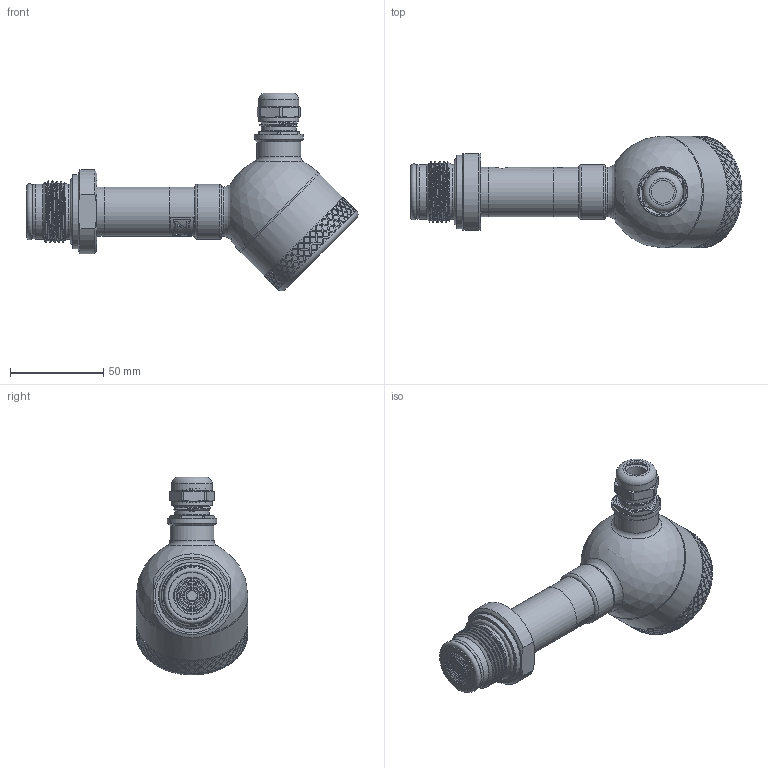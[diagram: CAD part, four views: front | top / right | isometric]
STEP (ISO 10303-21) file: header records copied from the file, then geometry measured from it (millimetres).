
FILE_DESCRIPTION(/* description */ (''),/* implementation_level */ '2;1');
FILE_NAME(/* name */ 'APZ3420sFH_G1-solidflush_4.step',/* time_stamp */ '2021-07-08T16:47:40+03:00',/* author */ (''),/* organization */ (''),/* preprocessor_version */ 'ST-DEVELOPER v18.1',/* originating_system */ 'Autodesk Translation Framework v10.9.0.1377',/* authorisation */ '');
FILE_SCHEMA (('AUTOMOTIVE_DESIGN { 1 0 10303 214 3 1 1 }'));
Length unit declared in the file: millimetre
Products named in the file (14): АПЗ 3420s заполненный 
+ полевой корпус; shell; solidflush G1 (2); Заполненный полевой 
корпус v13; Cover for display; Display; M20x1,5 steel cable gland v5; Cuerpo GAE.2000.0 Prensaestopas GADI M20x1.5 IP68 Laton; Junta GAE.2000.0 Prensaestopas GADI M20x1.5 IP68 Laton; Tuerca GAE.2000.0 Prensaestopas GADI M20x1.5 IP68 Laton; Brida GAE.2000.0 Prensaestopas GADI M20x1.5 IP68 Laton; Goma GAE.2000.0 Prensaestopas GADI M20x1.5 IP68 Laton; Main body; Adapter M20x1,5
Assembly tree (13 placements, depth 4):
  АПЗ 3420s заполненный 
+ полевой корпус
    shell
    solidflush G1 (2)
    Заполненный полевой 
корпус v13
      Cover for display
      Display
      M20x1,5 steel cable gland v5
        Cuerpo GAE.2000.0 Prensaestopas GADI M20x1.5 IP68 Laton
        Junta GAE.2000.0 Prensaestopas GADI M20x1.5 IP68 Laton
        Tuerca GAE.2000.0 Prensaestopas GADI M20x1.5 IP68 Laton
        Brida GAE.2000.0 Prensaestopas GADI M20x1.5 IP68 Laton
        Goma GAE.2000.0 Prensaestopas GADI M20x1.5 IP68 Laton
      Main body
      Adapter M20x1,5
Bounding box: 178.38 x 60.1 x 106.38 mm (x, y, z)
Volume: 265009.9 mm3; surface area: 64138.6 mm2
Topology: 21 solids, 21 shells, 1858 faces, 4654 edges, 3053 vertices
Faces by surface type: bspline 1030, plane 377, cylinder 344, cone 58, torus 48, sphere 1
Full cylindrical faces by diameter (mm): 2 x2, 5 x4, 12.3 x2, 13 x1, 15 x4, 16 x1, 16.2 x1, 17 x1, 17.15 x1, 18 x4, 18.526 x5, 18.75 x7, 19 x1, 20 x2, 20.203 x5, 20.3 x5, 20.8 x1, 21.6 x1, 21.7 x2, 21.767 x1, 22.4 x1, 22.5 x1, 23.6 x1, 24.5 x4, 25.437 x1, 26.5 x4, 29.5 x2, 29.6 x1, 30.291 x4, 35.6 x1
Entity records: 78471 total; most frequent: CARTESIAN_POINT 42156, ORIENTED_EDGE 9306, EDGE_CURVE 4653, DIRECTION 3974, VERTEX_POINT 3053, B_SPLINE_CURVE_WITH_KNOTS 2924, EDGE_LOOP 2120, FACE_OUTER_BOUND 1858
